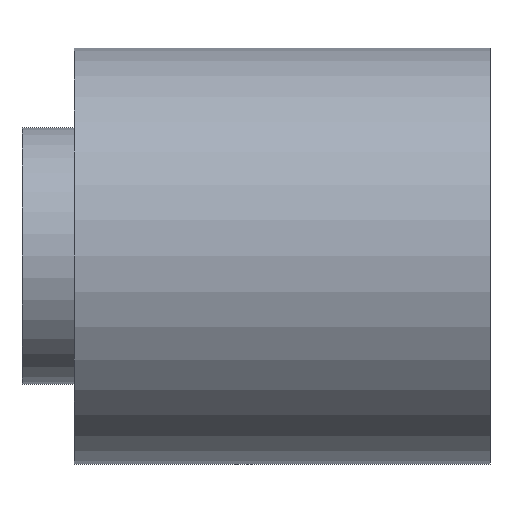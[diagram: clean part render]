
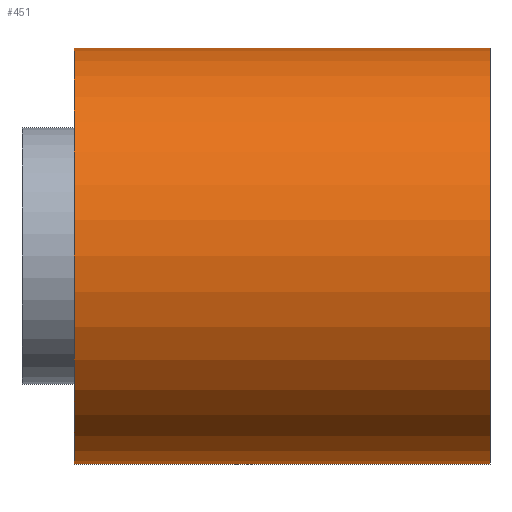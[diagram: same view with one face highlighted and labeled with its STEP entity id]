
A CAD part, left-side view. The second image highlights one B-rep face of the part: STEP entity #451.
In plain terms, the highlighted cylindrical face has radius 10 mm (diameter 20 mm), a partial arc.
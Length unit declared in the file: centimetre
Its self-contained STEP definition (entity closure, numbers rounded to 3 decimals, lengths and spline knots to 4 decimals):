
#6 = VERTEX_POINT ( 'NONE', #120 ) ;
#21 = VECTOR ( 'NONE', #235, 100. ) ;
#50 = VERTEX_POINT ( 'NONE', #275 ) ;
#60 = CIRCLE ( 'NONE', #212, 1. ) ;
#101 = CARTESIAN_POINT ( 'NONE',  ( 0., 2., -1. ) ) ;
#102 = CARTESIAN_POINT ( 'NONE',  ( 0., 2., 0. ) ) ;
#105 = EDGE_CURVE ( 'NONE', #6, #152, #107, .T. ) ;
#107 = CIRCLE ( 'NONE', #132, 1. ) ;
#110 = DIRECTION ( 'NONE',  ( 0., 0., 1. ) ) ;
#117 = EDGE_CURVE ( 'NONE', #50, #231, #60, .T. ) ;
#120 = CARTESIAN_POINT ( 'NONE',  ( 0., 0., -1. ) ) ;
#132 = AXIS2_PLACEMENT_3D ( 'NONE', #305, #452, #110 ) ;
#142 = DIRECTION ( 'NONE',  ( 0., 0., -1. ) ) ;
#147 = AXIS2_PLACEMENT_3D ( 'NONE', #102, #258, #142 ) ;
#151 = CARTESIAN_POINT ( 'NONE',  ( 0., 2., 1. ) ) ;
#152 = VERTEX_POINT ( 'NONE', #371 ) ;
#182 = VECTOR ( 'NONE', #389, 100. ) ;
#210 = CARTESIAN_POINT ( 'NONE',  ( 0., 2., 0. ) ) ;
#212 = AXIS2_PLACEMENT_3D ( 'NONE', #210, #333, #379 ) ;
#231 = VERTEX_POINT ( 'NONE', #290 ) ;
#234 = EDGE_CURVE ( 'NONE', #231, #152, #250, .T. ) ;
#235 = DIRECTION ( 'NONE',  ( 0., -1., 0. ) ) ;
#250 = LINE ( 'NONE', #151, #182 ) ;
#258 = DIRECTION ( 'NONE',  ( 0., -1., 0. ) ) ;
#270 = LINE ( 'NONE', #101, #21 ) ;
#275 = CARTESIAN_POINT ( 'NONE',  ( 0., 2., -1. ) ) ;
#290 = CARTESIAN_POINT ( 'NONE',  ( 0., 2., 1. ) ) ;
#305 = CARTESIAN_POINT ( 'NONE',  ( 0., 0., 0. ) ) ;
#308 = ORIENTED_EDGE ( 'NONE', *, *, #234, .F. ) ;
#312 = ORIENTED_EDGE ( 'NONE', *, *, #381, .T. ) ;
#323 = EDGE_LOOP ( 'NONE', ( #308, #436, #312, #392 ) ) ;
#333 = DIRECTION ( 'NONE',  ( 0., 1., 0. ) ) ;
#371 = CARTESIAN_POINT ( 'NONE',  ( 0., 0., 1. ) ) ;
#378 = CYLINDRICAL_SURFACE ( 'NONE', #147, 1. ) ;
#379 = DIRECTION ( 'NONE',  ( 0., 0., 1. ) ) ;
#380 = FACE_OUTER_BOUND ( 'NONE', #323, .T. ) ;
#381 = EDGE_CURVE ( 'NONE', #50, #6, #270, .T. ) ;
#389 = DIRECTION ( 'NONE',  ( 0., -1., 0. ) ) ;
#392 = ORIENTED_EDGE ( 'NONE', *, *, #105, .T. ) ;
#436 = ORIENTED_EDGE ( 'NONE', *, *, #117, .F. ) ;
#451 = ADVANCED_FACE ( 'NONE', ( #380 ), #378, .T. ) ;
#452 = DIRECTION ( 'NONE',  ( 0., 1., 0. ) ) ;
